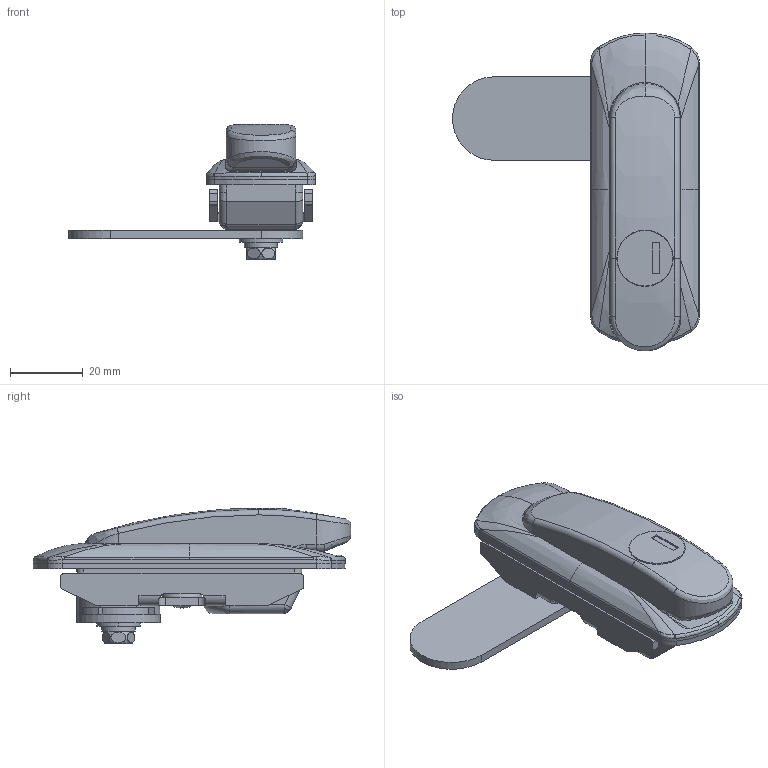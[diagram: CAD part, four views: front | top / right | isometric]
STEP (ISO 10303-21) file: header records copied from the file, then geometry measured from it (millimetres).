
FILE_DESCRIPTION (( 'STEP AP203' ), '1' );
FILE_NAME ('A-464-C-3-1-TAK60.STEP', '2016-03-23T02:35:45', ( '' ), ( '' ), 'SwSTEP 2.0', 'SolidWorks 2012', '' );
FILE_SCHEMA (( 'CONFIG_CONTROL_DESIGN' ));
Length unit declared in the file: millimetre
Products named in the file (15): A-464-C-3-1-TAK60; ダミーローター__#TAK60-4_; スプリングワッシャーM5_JIS B 1251 No.2 5; 暯儚僢僔儍乕M5暲娵_M5-冇12亊冇5.3亊t0.8; 廫帤寠晅偒榋妏儃儖僩M5_M5亊7; スプリングワッシャーM4_JIS B 1251 No.2 5; 廫帤寠晅側傋偹偠M4_M4亊8; A-464-C-3-1止め金; A-464-3ストッパー; A-464-3取付板; A-464-3パッキン_公; A-464-C-3-1僴儞僪儖_岞; A-464-2軸ピン_公; A-464-2回転軸_公; A-464-3本体_公
Assembly tree (14 placements, depth 2):
  A-464-C-3-1-TAK60
    A-464-3本体_公
    A-464-2回転軸_公
    A-464-2軸ピン_公
    A-464-C-3-1僴儞僪儖_岞
    A-464-3パッキン_公
    A-464-3取付板
    A-464-3ストッパー
    A-464-C-3-1止め金
    廫帤寠晅側傋偹偠M4_M4亊8
    スプリングワッシャーM4_JIS B 1251 No.2 5
    廫帤寠晅偒榋妏儃儖僩M5_M5亊7
    暯儚僢僔儍乕M5暲娵_M5-冇12亊冇5.3亊t0.8
    スプリングワッシャーM5_JIS B 1251 No.2 5
    ダミーローター__#TAK60-4_
Bounding box: 68 x 87.49 x 37.3 mm (x, y, z)
Volume: 41469.5 mm3; surface area: 29633.2 mm2
Topology: 14 solids, 14 shells, 490 faces, 1236 edges, 773 vertices
Faces by surface type: plane 199, cylinder 181, bspline 62, torus 29, sphere 17, cone 2
Entity records: 21024 total; most frequent: CARTESIAN_POINT 8037, ORIENTED_EDGE 2444, DIRECTION 2327, EDGE_CURVE 1222, AXIS2_PLACEMENT_3D 882, VERTEX_POINT 773, LINE 563, VECTOR 563
